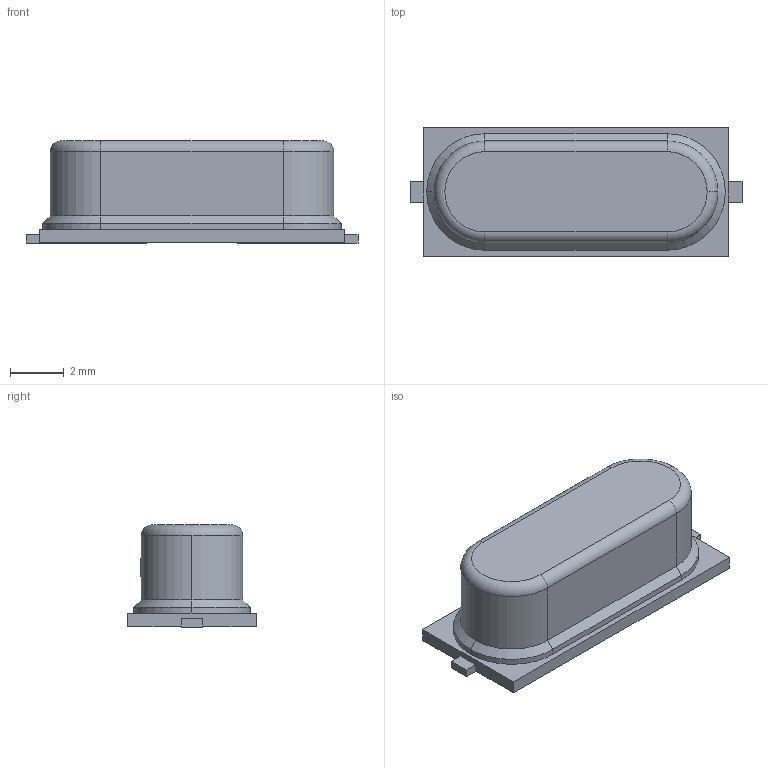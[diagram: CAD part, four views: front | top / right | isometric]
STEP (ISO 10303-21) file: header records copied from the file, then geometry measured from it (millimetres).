
FILE_DESCRIPTION (( 'STEP AP214' ), '1' );
FILE_NAME ('HC-49S_L11.4-W4.8-LS12.3.step', '2022-06-24T03:52:31', ( '' ), ( '' ), 'SwSTEP 2.0', 'SolidWorks 2020', '' );
FILE_SCHEMA (( 'AUTOMOTIVE_DESIGN' ));
Length unit declared in the file: millimetre
Products named in the file (1): HC-49S_L11.4-W4.8-LS12.3
Bounding box: 12.4 x 4.8 x 3.81 mm (x, y, z)
Volume: 152.1 mm3; surface area: 204.5 mm2
Topology: 1 solids, 1 shells, 322 faces, 865 edges, 572 vertices
Faces by surface type: plane 196, bspline 112, cylinder 8, torus 3, cone 3
Entity records: 14119 total; most frequent: CARTESIAN_POINT 3864, ORIENTED_EDGE 1730, DIRECTION 1080, EDGE_CURVE 865, VECTOR 616, LINE 616, VERTEX_POINT 572, EDGE_LOOP 349
